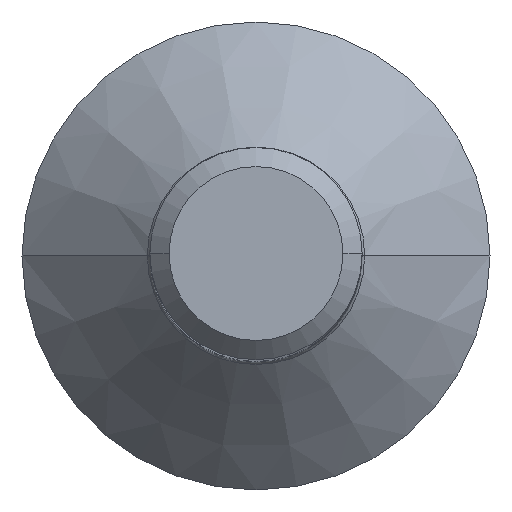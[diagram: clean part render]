
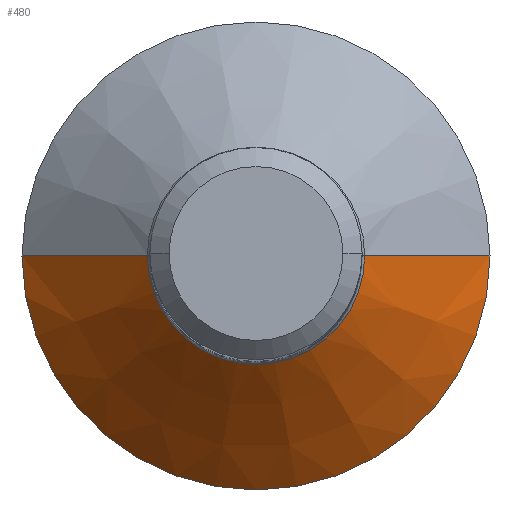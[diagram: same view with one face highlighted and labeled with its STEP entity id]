
A CAD part, top view. The second image highlights one B-rep face of the part: STEP entity #480.
In plain terms, the highlighted conical face has half-angle 45 degrees and reference radius 6.616 mm.
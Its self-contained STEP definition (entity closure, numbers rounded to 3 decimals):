
#3 = VERTEX_POINT ( 'NONE', #719 ) ;
#53 = CIRCLE ( 'NONE', #642, 6.616 ) ;
#62 = ORIENTED_EDGE ( 'NONE', *, *, #796, .F. ) ;
#72 = DIRECTION ( 'NONE',  ( 1., 0., 0. ) ) ;
#83 = CARTESIAN_POINT ( 'NONE',  ( 0., 0., 3.543 ) ) ;
#117 = CARTESIAN_POINT ( 'NONE',  ( 6.616, 0., 0. ) ) ;
#145 = DIRECTION ( 'NONE',  ( -1., 0., 0. ) ) ;
#155 = EDGE_CURVE ( 'NONE', #751, #3, #781, .T. ) ;
#161 = ORIENTED_EDGE ( 'NONE', *, *, #622, .T. ) ;
#176 = LINE ( 'NONE', #117, #669 ) ;
#207 = AXIS2_PLACEMENT_3D ( 'NONE', #406, #534, #145 ) ;
#222 = CARTESIAN_POINT ( 'NONE',  ( -6.616, 0., 0. ) ) ;
#242 = VERTEX_POINT ( 'NONE', #222 ) ;
#255 = EDGE_CURVE ( 'NONE', #242, #557, #53, .T. ) ;
#300 = EDGE_LOOP ( 'NONE', ( #62, #375, #161, #577 ) ) ;
#304 = CONICAL_SURFACE ( 'NONE', #207, 6.616, 0.785 ) ;
#353 = DIRECTION ( 'NONE',  ( -0.707, 0., -0.707 ) ) ;
#375 = ORIENTED_EDGE ( 'NONE', *, *, #155, .T. ) ;
#406 = CARTESIAN_POINT ( 'NONE',  ( 0., 0., 0. ) ) ;
#442 = CARTESIAN_POINT ( 'NONE',  ( 3.073, 0., 3.543 ) ) ;
#454 = VECTOR ( 'NONE', #353, 1000. ) ;
#467 = DIRECTION ( 'NONE',  ( 0., 0., -1. ) ) ;
#480 = ADVANCED_FACE ( 'NONE', ( #610 ), #304, .T. ) ;
#488 = DIRECTION ( 'NONE',  ( 0., 0., 1. ) ) ;
#534 = DIRECTION ( 'NONE',  ( 0., 0., -1. ) ) ;
#545 = AXIS2_PLACEMENT_3D ( 'NONE', #83, #467, #72 ) ;
#557 = VERTEX_POINT ( 'NONE', #614 ) ;
#561 = CARTESIAN_POINT ( 'NONE',  ( -6.616, 0., 0. ) ) ;
#577 = ORIENTED_EDGE ( 'NONE', *, *, #255, .T. ) ;
#599 = LINE ( 'NONE', #561, #454 ) ;
#610 = FACE_OUTER_BOUND ( 'NONE', #300, .T. ) ;
#614 = CARTESIAN_POINT ( 'NONE',  ( 6.616, 0., 0. ) ) ;
#622 = EDGE_CURVE ( 'NONE', #3, #242, #599, .T. ) ;
#639 = DIRECTION ( 'NONE',  ( -1., 0., 0. ) ) ;
#642 = AXIS2_PLACEMENT_3D ( 'NONE', #820, #488, #639 ) ;
#651 = DIRECTION ( 'NONE',  ( 0.707, 0., -0.707 ) ) ;
#669 = VECTOR ( 'NONE', #651, 1000. ) ;
#719 = CARTESIAN_POINT ( 'NONE',  ( -3.073, 0., 3.543 ) ) ;
#751 = VERTEX_POINT ( 'NONE', #442 ) ;
#781 = CIRCLE ( 'NONE', #545, 3.073 ) ;
#796 = EDGE_CURVE ( 'NONE', #751, #557, #176, .T. ) ;
#820 = CARTESIAN_POINT ( 'NONE',  ( 0., 0., 0. ) ) ;
